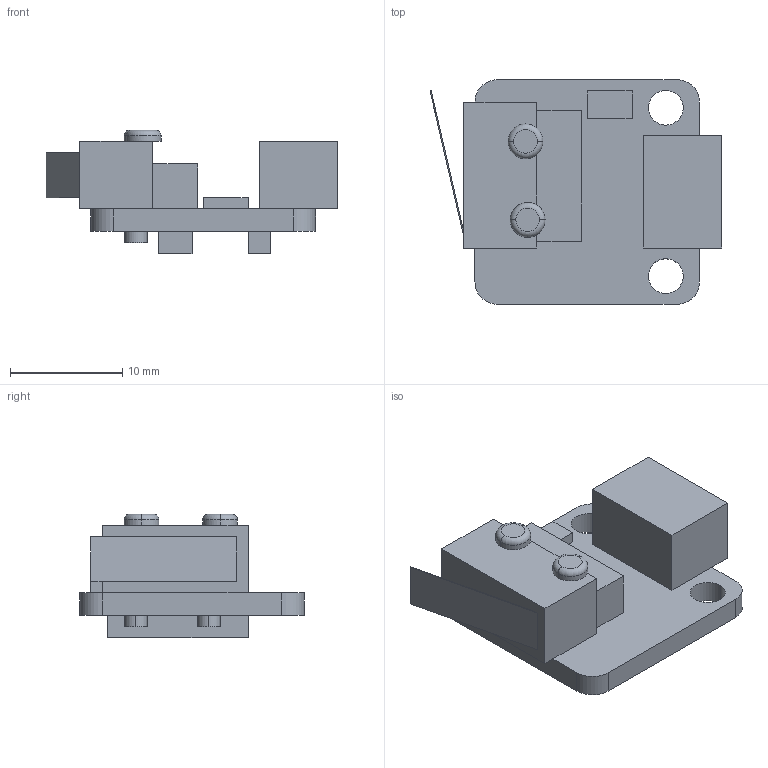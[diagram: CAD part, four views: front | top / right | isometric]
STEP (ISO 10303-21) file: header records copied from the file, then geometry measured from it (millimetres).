
FILE_DESCRIPTION (( 'STEP AP214' ), '1' );
FILE_NAME ('limit switch.step', '2018-06-21T12:58:23', ( 'User' ), ( 'china' ), 'SwSTEP 2.0', 'SolidWorks 2016', '' );
FILE_SCHEMA (( 'AUTOMOTIVE_DESIGN' ));
Length unit declared in the file: millimetre
Products named in the file (1): limit switch
Bounding box: 26 x 20 x 11 mm (x, y, z)
Volume: 1764.9 mm3; surface area: 1906.8 mm2
Topology: 1 solids, 1 shells, 73 faces, 179 edges, 115 vertices
Faces by surface type: plane 53, cylinder 16, torus 4
Entity records: 2175 total; most frequent: DIRECTION 371, CARTESIAN_POINT 368, ORIENTED_EDGE 358, EDGE_CURVE 179, VECTOR 135, LINE 135, AXIS2_PLACEMENT_3D 118, VERTEX_POINT 115
